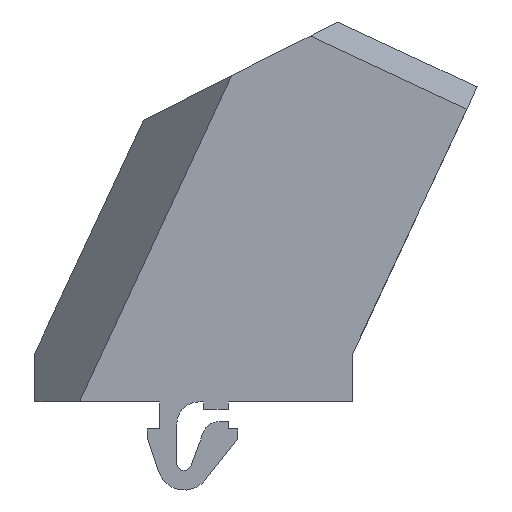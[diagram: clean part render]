
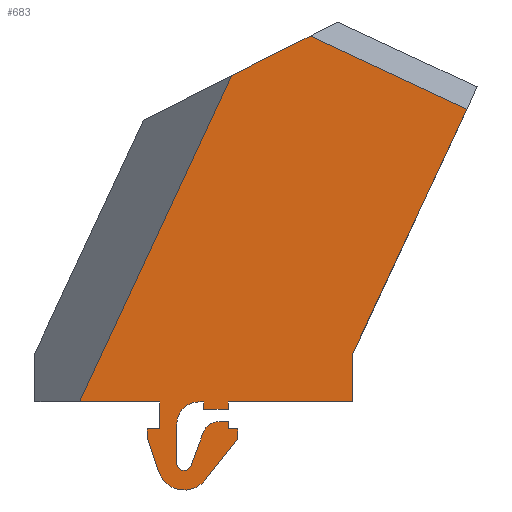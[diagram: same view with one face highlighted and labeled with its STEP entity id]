
A CAD part, front view. The second image highlights one B-rep face of the part: STEP entity #683.
In plain terms, the highlighted planar face has unit normal (0, -1, 0).
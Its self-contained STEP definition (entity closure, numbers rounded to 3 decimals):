
#23=CIRCLE('',#735,1.1);
#24=CIRCLE('',#736,0.7);
#25=CIRCLE('',#737,0.3);
#26=CIRCLE('',#738,0.9);
#39=FACE_OUTER_BOUND('',#76,.T.);
#76=EDGE_LOOP('',(#470,#471,#472,#473,#474,#475,#476,#477,#478,#479,#480,
#481,#482,#483,#484,#485,#486,#487,#488,#489,#490,#491,#492,#493,#494,#495));
#122=LINE('',#992,#209);
#124=LINE('',#996,#211);
#126=LINE('',#1000,#213);
#127=LINE('',#1002,#214);
#128=LINE('',#1004,#215);
#129=LINE('',#1006,#216);
#130=LINE('',#1008,#217);
#131=LINE('',#1010,#218);
#132=LINE('',#1014,#219);
#133=LINE('',#1016,#220);
#134=LINE('',#1018,#221);
#135=LINE('',#1020,#222);
#136=LINE('',#1022,#223);
#137=LINE('',#1026,#224);
#138=LINE('',#1030,#225);
#139=LINE('',#1034,#226);
#140=LINE('',#1036,#227);
#141=LINE('',#1038,#228);
#142=LINE('',#1040,#229);
#143=LINE('',#1042,#230);
#144=LINE('',#1044,#231);
#145=LINE('',#1045,#232);
#209=VECTOR('',#798,10.);
#211=VECTOR('',#802,10.);
#213=VECTOR('',#806,10.);
#214=VECTOR('',#807,10.);
#215=VECTOR('',#808,10.);
#216=VECTOR('',#809,10.);
#217=VECTOR('',#810,10.);
#218=VECTOR('',#811,10.);
#219=VECTOR('',#814,10.);
#220=VECTOR('',#815,10.);
#221=VECTOR('',#816,10.);
#222=VECTOR('',#817,10.);
#223=VECTOR('',#818,10.);
#224=VECTOR('',#821,10.);
#225=VECTOR('',#824,10.);
#226=VECTOR('',#827,10.);
#227=VECTOR('',#828,10.);
#228=VECTOR('',#829,10.);
#229=VECTOR('',#830,10.);
#230=VECTOR('',#831,10.);
#231=VECTOR('',#832,10.);
#232=VECTOR('',#833,10.);
#294=VERTEX_POINT('',#989);
#295=VERTEX_POINT('',#991);
#296=VERTEX_POINT('',#995);
#297=VERTEX_POINT('',#999);
#298=VERTEX_POINT('',#1001);
#299=VERTEX_POINT('',#1003);
#300=VERTEX_POINT('',#1005);
#301=VERTEX_POINT('',#1007);
#302=VERTEX_POINT('',#1009);
#303=VERTEX_POINT('',#1011);
#304=VERTEX_POINT('',#1013);
#305=VERTEX_POINT('',#1015);
#306=VERTEX_POINT('',#1017);
#307=VERTEX_POINT('',#1019);
#308=VERTEX_POINT('',#1021);
#309=VERTEX_POINT('',#1023);
#310=VERTEX_POINT('',#1025);
#311=VERTEX_POINT('',#1027);
#312=VERTEX_POINT('',#1029);
#313=VERTEX_POINT('',#1031);
#314=VERTEX_POINT('',#1033);
#315=VERTEX_POINT('',#1035);
#316=VERTEX_POINT('',#1037);
#317=VERTEX_POINT('',#1039);
#318=VERTEX_POINT('',#1041);
#319=VERTEX_POINT('',#1043);
#362=EDGE_CURVE('',#294,#295,#122,.T.);
#364=EDGE_CURVE('',#295,#296,#124,.T.);
#366=EDGE_CURVE('',#297,#294,#126,.T.);
#367=EDGE_CURVE('',#297,#298,#127,.T.);
#368=EDGE_CURVE('',#298,#299,#128,.T.);
#369=EDGE_CURVE('',#299,#300,#129,.T.);
#370=EDGE_CURVE('',#300,#301,#130,.T.);
#371=EDGE_CURVE('',#301,#302,#131,.T.);
#372=EDGE_CURVE('',#303,#302,#23,.T.);
#373=EDGE_CURVE('',#304,#303,#132,.T.);
#374=EDGE_CURVE('',#305,#304,#133,.T.);
#375=EDGE_CURVE('',#306,#305,#134,.T.);
#376=EDGE_CURVE('',#307,#306,#135,.T.);
#377=EDGE_CURVE('',#308,#307,#136,.T.);
#378=EDGE_CURVE('',#309,#308,#24,.T.);
#379=EDGE_CURVE('',#310,#309,#137,.T.);
#380=EDGE_CURVE('',#310,#311,#25,.T.);
#381=EDGE_CURVE('',#312,#311,#138,.T.);
#382=EDGE_CURVE('',#313,#312,#26,.T.);
#383=EDGE_CURVE('',#314,#313,#139,.T.);
#384=EDGE_CURVE('',#315,#314,#140,.T.);
#385=EDGE_CURVE('',#316,#315,#141,.T.);
#386=EDGE_CURVE('',#317,#316,#142,.T.);
#387=EDGE_CURVE('',#318,#317,#143,.T.);
#388=EDGE_CURVE('',#318,#319,#144,.T.);
#389=EDGE_CURVE('',#319,#296,#145,.T.);
#470=ORIENTED_EDGE('',*,*,#364,.F.);
#471=ORIENTED_EDGE('',*,*,#362,.F.);
#472=ORIENTED_EDGE('',*,*,#366,.F.);
#473=ORIENTED_EDGE('',*,*,#367,.T.);
#474=ORIENTED_EDGE('',*,*,#368,.T.);
#475=ORIENTED_EDGE('',*,*,#369,.T.);
#476=ORIENTED_EDGE('',*,*,#370,.T.);
#477=ORIENTED_EDGE('',*,*,#371,.T.);
#478=ORIENTED_EDGE('',*,*,#372,.F.);
#479=ORIENTED_EDGE('',*,*,#373,.F.);
#480=ORIENTED_EDGE('',*,*,#374,.F.);
#481=ORIENTED_EDGE('',*,*,#375,.F.);
#482=ORIENTED_EDGE('',*,*,#376,.F.);
#483=ORIENTED_EDGE('',*,*,#377,.F.);
#484=ORIENTED_EDGE('',*,*,#378,.F.);
#485=ORIENTED_EDGE('',*,*,#379,.F.);
#486=ORIENTED_EDGE('',*,*,#380,.T.);
#487=ORIENTED_EDGE('',*,*,#381,.F.);
#488=ORIENTED_EDGE('',*,*,#382,.F.);
#489=ORIENTED_EDGE('',*,*,#383,.F.);
#490=ORIENTED_EDGE('',*,*,#384,.F.);
#491=ORIENTED_EDGE('',*,*,#385,.F.);
#492=ORIENTED_EDGE('',*,*,#386,.F.);
#493=ORIENTED_EDGE('',*,*,#387,.F.);
#494=ORIENTED_EDGE('',*,*,#388,.T.);
#495=ORIENTED_EDGE('',*,*,#389,.T.);
#652=PLANE('',#734);
#683=ADVANCED_FACE('',(#39),#652,.F.);
#734=AXIS2_PLACEMENT_3D('',#998,#804,#805);
#735=AXIS2_PLACEMENT_3D('',#1012,#812,#813);
#736=AXIS2_PLACEMENT_3D('',#1024,#819,#820);
#737=AXIS2_PLACEMENT_3D('',#1028,#822,#823);
#738=AXIS2_PLACEMENT_3D('',#1032,#825,#826);
#798=DIRECTION('',(0.892,0.,0.452));
#802=DIRECTION('',(0.906,0.,-0.423));
#804=DIRECTION('center_axis',(0.,1.,0.));
#805=DIRECTION('ref_axis',(1.,0.,0.));
#806=DIRECTION('',(0.423,0.,0.906));
#807=DIRECTION('',(1.,0.,0.));
#808=DIRECTION('',(0.,0.,-1.));
#809=DIRECTION('',(-1.,0.,0.));
#810=DIRECTION('',(0.,0.,-1.));
#811=DIRECTION('',(0.321,0.,-0.947));
#812=DIRECTION('center_axis',(0.,1.,0.));
#813=DIRECTION('ref_axis',(0.783,0.,-0.622));
#814=DIRECTION('',(-0.622,0.,-0.783));
#815=DIRECTION('',(0.,0.,-1.));
#816=DIRECTION('',(1.,0.,0.));
#817=DIRECTION('',(0.,0.,-1.));
#818=DIRECTION('',(1.,0.,0.));
#819=DIRECTION('center_axis',(0.,1.,0.));
#820=DIRECTION('ref_axis',(-0.574,0.,0.819));
#821=DIRECTION('',(0.342,0.,0.94));
#822=DIRECTION('center_axis',(0.,1.,0.));
#823=DIRECTION('ref_axis',(0.94,0.,-0.342));
#824=DIRECTION('',(0.,0.,-1.));
#825=DIRECTION('center_axis',(0.,-1.,0.));
#826=DIRECTION('ref_axis',(-0.707,0.,0.707));
#827=DIRECTION('',(-1.,0.,0.));
#828=DIRECTION('',(0.,0.,1.));
#829=DIRECTION('',(-1.,0.,0.));
#830=DIRECTION('',(0.,0.,-1.));
#831=DIRECTION('',(-1.,0.,0.));
#832=DIRECTION('',(0.,0.,1.));
#833=DIRECTION('',(0.423,0.,0.906));
#989=CARTESIAN_POINT('',(9.045,0.,28.338));
#991=CARTESIAN_POINT('',(12.243,0.,29.956));
#992=CARTESIAN_POINT('',(8.369,0.,27.996));
#995=CARTESIAN_POINT('',(18.649,0.,26.969));
#996=CARTESIAN_POINT('',(10.7,0.,30.676));
#998=CARTESIAN_POINT('Origin',(10.036,0.,22.127));
#999=CARTESIAN_POINT('',(2.826,0.,15.));
#1000=CARTESIAN_POINT('',(5.055,0.,19.78));
#1001=CARTESIAN_POINT('',(6.1,0.,15.));
#1002=CARTESIAN_POINT('',(1.,0.,15.));
#1003=CARTESIAN_POINT('',(6.1,0.,13.9));
#1004=CARTESIAN_POINT('',(6.1,0.,15.));
#1005=CARTESIAN_POINT('',(5.6,0.,13.9));
#1006=CARTESIAN_POINT('',(6.1,0.,13.9));
#1007=CARTESIAN_POINT('',(5.6,0.,13.5));
#1008=CARTESIAN_POINT('',(5.6,0.,13.9));
#1009=CARTESIAN_POINT('',(6.058,0.,12.147));
#1010=CARTESIAN_POINT('',(5.6,0.,13.5));
#1011=CARTESIAN_POINT('',(7.961,0.,11.816));
#1012=CARTESIAN_POINT('Origin',(7.1,0.,12.5));
#1013=CARTESIAN_POINT('',(9.3,0.,13.5));
#1014=CARTESIAN_POINT('',(9.3,0.,13.5));
#1015=CARTESIAN_POINT('',(9.3,0.,13.9));
#1016=CARTESIAN_POINT('',(9.3,0.,13.9));
#1017=CARTESIAN_POINT('',(8.9,0.,13.9));
#1018=CARTESIAN_POINT('',(8.9,0.,13.9));
#1019=CARTESIAN_POINT('',(8.9,0.,14.2));
#1020=CARTESIAN_POINT('',(8.9,0.,14.2));
#1021=CARTESIAN_POINT('',(8.528,0.,14.2));
#1022=CARTESIAN_POINT('',(8.038,0.,14.2));
#1023=CARTESIAN_POINT('',(7.87,0.,13.739));
#1024=CARTESIAN_POINT('Origin',(8.528,0.,13.5));
#1025=CARTESIAN_POINT('',(7.382,0.,12.397));
#1026=CARTESIAN_POINT('',(7.382,0.,12.397));
#1027=CARTESIAN_POINT('',(6.8,0.,12.5));
#1028=CARTESIAN_POINT('Origin',(7.1,0.,12.5));
#1029=CARTESIAN_POINT('',(6.8,0.,14.1));
#1030=CARTESIAN_POINT('',(6.8,0.,15.));
#1031=CARTESIAN_POINT('',(7.7,0.,15.));
#1032=CARTESIAN_POINT('Origin',(7.7,0.,14.1));
#1033=CARTESIAN_POINT('',(7.9,0.,15.));
#1034=CARTESIAN_POINT('',(7.9,0.,15.));
#1035=CARTESIAN_POINT('',(7.9,0.,14.7));
#1036=CARTESIAN_POINT('',(7.9,0.,14.7));
#1037=CARTESIAN_POINT('',(8.9,0.,14.7));
#1038=CARTESIAN_POINT('',(8.9,0.,14.7));
#1039=CARTESIAN_POINT('',(8.9,0.,15.));
#1040=CARTESIAN_POINT('',(8.9,0.,15.));
#1041=CARTESIAN_POINT('',(14.,0.,15.));
#1042=CARTESIAN_POINT('',(14.,0.,15.));
#1043=CARTESIAN_POINT('',(14.,0.,17.));
#1044=CARTESIAN_POINT('',(14.,0.,15.));
#1045=CARTESIAN_POINT('',(14.,0.,17.));
